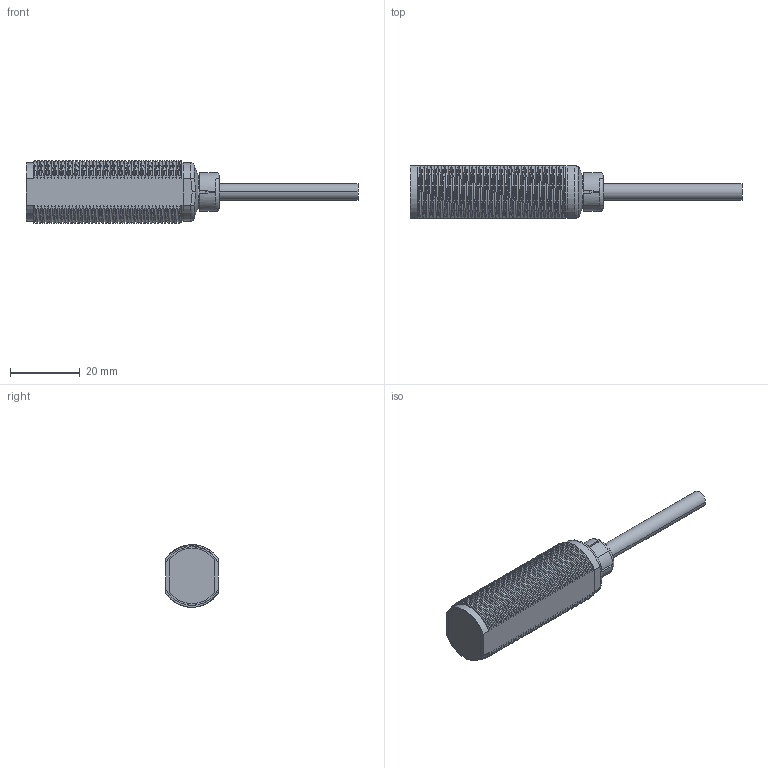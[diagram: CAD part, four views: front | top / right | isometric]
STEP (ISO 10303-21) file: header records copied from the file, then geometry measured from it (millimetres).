
FILE_DESCRIPTION((''),'2;1');
FILE_NAME('GLK18_CABLE','2011-08-05T',('XHMao'),(''),'PRO/ENGINEER BY PARAMETRIC TECHNOLOGY CORPORATION, 2006140','PRO/ENGINEER BY PARAMETRIC TECHNOLOGY CORPORATION, 2006140','');
FILE_SCHEMA(('CONFIG_CONTROL_DESIGN'));
Products named in the file (1): GLK18_CABLE
Bounding box: 95.52 x 15 x 17.99 mm (x, y, z)
Volume: 5622.8 mm3; surface area: 9373.7 mm2
Topology: 2 solids, 3 shells, 935 faces, 2611 edges, 1691 vertices
Faces by surface type: plane 315, cylinder 259, bspline 259, cone 50, torus 38, extrusion 10, sphere 4
Entity records: 46936 total; most frequent: CARTESIAN_POINT 25394, ORIENTED_EDGE 5202, DIRECTION 3392, EDGE_CURVE 2601, VERTEX_POINT 1671, AXIS2_PLACEMENT_3D 1138, VECTOR 1116, LINE 1106
